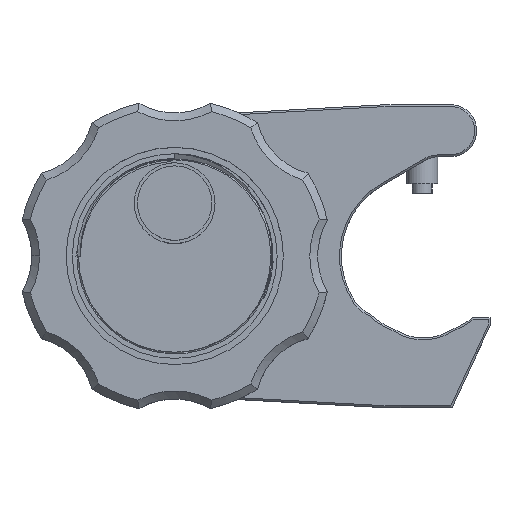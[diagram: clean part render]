
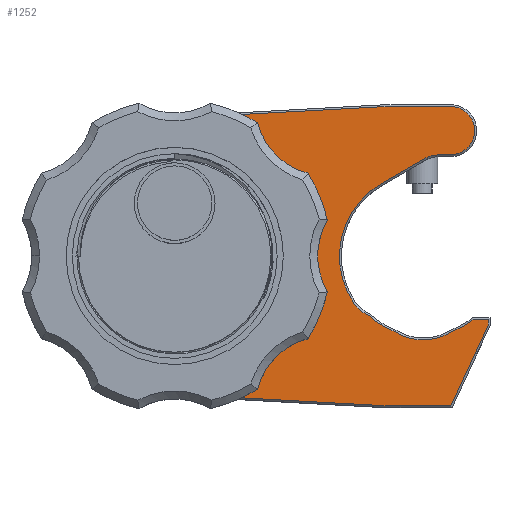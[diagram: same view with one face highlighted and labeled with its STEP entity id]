
A CAD part, top view. The second image highlights one B-rep face of the part: STEP entity #1252.
In plain terms, the highlighted planar face has unit normal (0, 0, 1).
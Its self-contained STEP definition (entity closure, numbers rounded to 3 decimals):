
#248=CARTESIAN_POINT('',(-25.4,0.,5.08));
#249=DIRECTION('',(0.,0.,-1.));
#250=DIRECTION('',(1.,0.,0.));
#251=AXIS2_PLACEMENT_3D('',#248,#249,#250);
#253=CARTESIAN_POINT('',(-25.4,0.,5.08));
#254=DIRECTION('',(0.,0.,-1.));
#255=DIRECTION('',(-1.,0.,0.));
#256=AXIS2_PLACEMENT_3D('',#253,#254,#255);
#258=DIRECTION('',(0.998,-0.055,0.));
#259=VECTOR('',#258,35.317);
#260=CARTESIAN_POINT('',(-26.619,-22.166,5.08));
#261=LINE('',#260,#259);
#262=CARTESIAN_POINT('',(-25.4,0.,5.08));
#263=DIRECTION('',(0.,0.,1.));
#264=DIRECTION('',(-0.055,0.998,0.));
#265=AXIS2_PLACEMENT_3D('',#262,#263,#264);
#267=DIRECTION('',(-0.998,-0.055,0.));
#268=VECTOR('',#267,35.317);
#269=CARTESIAN_POINT('',(8.644,24.106,5.08));
#270=LINE('',#269,#268);
#271=DIRECTION('',(1.,0.,0.));
#272=VECTOR('',#271,10.406);
#273=CARTESIAN_POINT('',(8.644,24.106,5.08));
#274=LINE('',#273,#272);
#275=CARTESIAN_POINT('',(19.05,20.215,5.08));
#276=DIRECTION('',(0.,0.,-1.));
#277=DIRECTION('',(0.,1.,0.));
#278=AXIS2_PLACEMENT_3D('',#275,#276,#277);
#280=DIRECTION('',(-1.,0.,0.));
#281=VECTOR('',#280,1.803);
#282=CARTESIAN_POINT('',(19.05,16.324,5.08));
#283=LINE('',#282,#281);
#284=CARTESIAN_POINT('',(17.247,11.198,5.08));
#285=DIRECTION('',(0.,0.,1.));
#286=DIRECTION('',(0.,1.,0.));
#287=AXIS2_PLACEMENT_3D('',#284,#285,#286);
#289=DIRECTION('',(-0.865,-0.502,0.));
#290=VECTOR('',#289,7.865);
#291=CARTESIAN_POINT('',(14.672,15.631,5.08));
#292=LINE('',#291,#290);
#293=CARTESIAN_POINT('',(7.936,-4.572,5.08));
#294=DIRECTION('',(0.,0.,1.));
#295=DIRECTION('',(-0.827,-0.563,0.));
#296=AXIS2_PLACEMENT_3D('',#293,#294,#295);
#298=CARTESIAN_POINT('',(14.656,0.,5.08));
#299=DIRECTION('',(0.,0.,-1.));
#300=DIRECTION('',(-0.349,-0.937,0.));
#301=AXIS2_PLACEMENT_3D('',#298,#299,#300);
#303=CARTESIAN_POINT('',(14.656,-5.08,5.08));
#304=DIRECTION('',(0.,0.,-1.));
#305=DIRECTION('',(0.538,-0.843,0.));
#306=AXIS2_PLACEMENT_3D('',#303,#304,#305);
#308=CARTESIAN_POINT('',(14.656,0.,5.08));
#309=DIRECTION('',(0.,0.,-1.));
#310=DIRECTION('',(0.617,-0.787,0.));
#311=AXIS2_PLACEMENT_3D('',#308,#309,#310);
#313=DIRECTION('',(1.,0.,0.));
#314=VECTOR('',#313,2.42);
#315=CARTESIAN_POINT('',(22.68,-10.228,5.08));
#316=LINE('',#315,#314);
#317=DIRECTION('',(0.,-1.,0.));
#318=VECTOR('',#317,0.904);
#319=CARTESIAN_POINT('',(25.1,-10.228,5.08));
#320=LINE('',#319,#318);
#321=DIRECTION('',(0.419,0.908,0.));
#322=VECTOR('',#321,14.289);
#323=CARTESIAN_POINT('',(19.112,-24.106,5.08));
#324=LINE('',#323,#322);
#325=DIRECTION('',(-1.,0.,0.));
#326=VECTOR('',#325,10.468);
#327=CARTESIAN_POINT('',(19.112,-24.106,5.08));
#328=LINE('',#327,#326);
#757=CARTESIAN_POINT('',(14.656,0.,5.08));
#758=DIRECTION('',(0.,0.,-1.));
#759=DIRECTION('',(-0.827,-0.563,0.));
#760=AXIS2_PLACEMENT_3D('',#757,#758,#759);
#944=CARTESIAN_POINT('',(-8.59,0.,5.08));
#945=CARTESIAN_POINT('',(-42.21,0.,5.08));
#946=VERTEX_POINT('',#944);
#947=VERTEX_POINT('',#945);
#956=CARTESIAN_POINT('',(-26.619,-22.166,5.08));
#957=CARTESIAN_POINT('',(8.644,-24.106,5.08));
#958=VERTEX_POINT('',#956);
#959=VERTEX_POINT('',#957);
#960=CARTESIAN_POINT('',(-26.619,22.166,5.08));
#961=VERTEX_POINT('',#960);
#964=CARTESIAN_POINT('',(8.644,24.106,5.08));
#965=VERTEX_POINT('',#964);
#968=CARTESIAN_POINT('',(3.487,-7.598,5.08));
#969=CARTESIAN_POINT('',(5.786,-9.504,5.08));
#970=VERTEX_POINT('',#968);
#971=VERTEX_POINT('',#969);
#980=CARTESIAN_POINT('',(14.672,15.631,5.08));
#981=CARTESIAN_POINT('',(7.871,11.68,5.08));
#982=VERTEX_POINT('',#980);
#983=VERTEX_POINT('',#981);
#986=CARTESIAN_POINT('',(17.247,16.324,5.08));
#987=VERTEX_POINT('',#986);
#990=CARTESIAN_POINT('',(19.05,16.324,5.08));
#991=VERTEX_POINT('',#990);
#994=CARTESIAN_POINT('',(19.05,24.106,5.08));
#995=VERTEX_POINT('',#994);
#996=CARTESIAN_POINT('',(10.119,-12.183,5.08));
#997=VERTEX_POINT('',#996);
#1002=CARTESIAN_POINT('',(19.193,-12.183,5.08));
#1003=VERTEX_POINT('',#1002);
#1006=CARTESIAN_POINT('',(22.68,-10.228,5.08));
#1007=VERTEX_POINT('',#1006);
#1008=CARTESIAN_POINT('',(25.1,-10.228,5.08));
#1009=VERTEX_POINT('',#1008);
#1012=CARTESIAN_POINT('',(25.1,-11.132,5.08));
#1013=VERTEX_POINT('',#1012);
#1016=CARTESIAN_POINT('',(19.112,-24.106,5.08));
#1017=VERTEX_POINT('',#1016);
#1206=CARTESIAN_POINT('',(-25.4,0.,5.08));
#1207=DIRECTION('',(0.,0.,1.));
#1208=DIRECTION('',(1.,0.,0.));
#1209=AXIS2_PLACEMENT_3D('',#1206,#1207,#1208);
#1210=PLANE('',#1209);
#1212=ORIENTED_EDGE('',*,*,#1211,.F.);
#1214=ORIENTED_EDGE('',*,*,#1213,.F.);
#1216=ORIENTED_EDGE('',*,*,#1215,.F.);
#1218=ORIENTED_EDGE('',*,*,#1217,.T.);
#1220=ORIENTED_EDGE('',*,*,#1219,.T.);
#1222=ORIENTED_EDGE('',*,*,#1221,.T.);
#1224=ORIENTED_EDGE('',*,*,#1223,.T.);
#1226=ORIENTED_EDGE('',*,*,#1225,.T.);
#1228=ORIENTED_EDGE('',*,*,#1227,.F.);
#1230=ORIENTED_EDGE('',*,*,#1229,.T.);
#1232=ORIENTED_EDGE('',*,*,#1231,.F.);
#1234=ORIENTED_EDGE('',*,*,#1233,.F.);
#1236=ORIENTED_EDGE('',*,*,#1235,.F.);
#1238=ORIENTED_EDGE('',*,*,#1237,.T.);
#1240=ORIENTED_EDGE('',*,*,#1239,.T.);
#1242=ORIENTED_EDGE('',*,*,#1241,.F.);
#1244=ORIENTED_EDGE('',*,*,#1243,.T.);
#1245=EDGE_LOOP('',(#1212,#1214,#1216,#1218,#1220,#1222,#1224,#1226,#1228,#1230,
#1232,#1234,#1236,#1238,#1240,#1242,#1244));
#1246=FACE_OUTER_BOUND('',#1245,.F.);
#1248=ORIENTED_EDGE('',*,*,#1247,.F.);
#1249=ORIENTED_EDGE('',*,*,#1196,.F.);
#1250=EDGE_LOOP('',(#1248,#1249));
#1251=FACE_BOUND('',#1250,.F.);
#1252=ADVANCED_FACE('',(#1246,#1251),#1210,.T.);
#252=CIRCLE('',#251,16.81);
#257=CIRCLE('',#256,16.81);
#266=CIRCLE('',#265,22.2);
#279=CIRCLE('',#278,3.891);
#288=CIRCLE('',#287,5.126);
#297=CIRCLE('',#296,5.38);
#302=CIRCLE('',#301,13.);
#307=CIRCLE('',#306,8.428);
#312=CIRCLE('',#311,13.);
#761=CIRCLE('',#760,13.508);
#1196=EDGE_CURVE('',#947,#946,#257,.T.);
#1211=EDGE_CURVE('',#958,#959,#261,.T.);
#1213=EDGE_CURVE('',#961,#958,#266,.T.);
#1215=EDGE_CURVE('',#965,#961,#270,.T.);
#1217=EDGE_CURVE('',#965,#995,#274,.T.);
#1219=EDGE_CURVE('',#995,#991,#279,.T.);
#1221=EDGE_CURVE('',#991,#987,#283,.T.);
#1223=EDGE_CURVE('',#987,#982,#288,.T.);
#1225=EDGE_CURVE('',#982,#983,#292,.T.);
#1227=EDGE_CURVE('',#970,#983,#761,.T.);
#1229=EDGE_CURVE('',#970,#971,#297,.T.);
#1231=EDGE_CURVE('',#997,#971,#302,.T.);
#1233=EDGE_CURVE('',#1003,#997,#307,.T.);
#1235=EDGE_CURVE('',#1007,#1003,#312,.T.);
#1237=EDGE_CURVE('',#1007,#1009,#316,.T.);
#1239=EDGE_CURVE('',#1009,#1013,#320,.T.);
#1241=EDGE_CURVE('',#1017,#1013,#324,.T.);
#1243=EDGE_CURVE('',#1017,#959,#328,.T.);
#1247=EDGE_CURVE('',#946,#947,#252,.T.);
